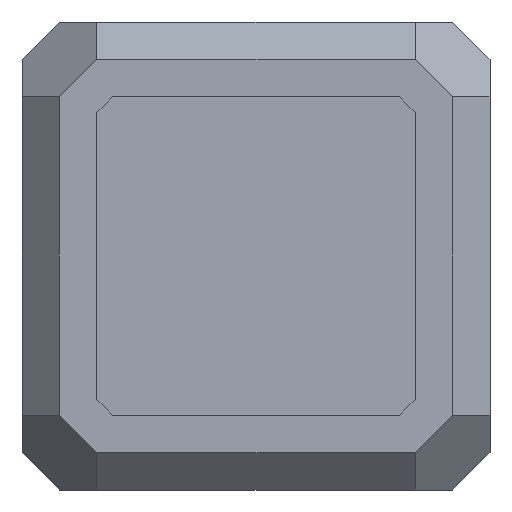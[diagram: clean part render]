
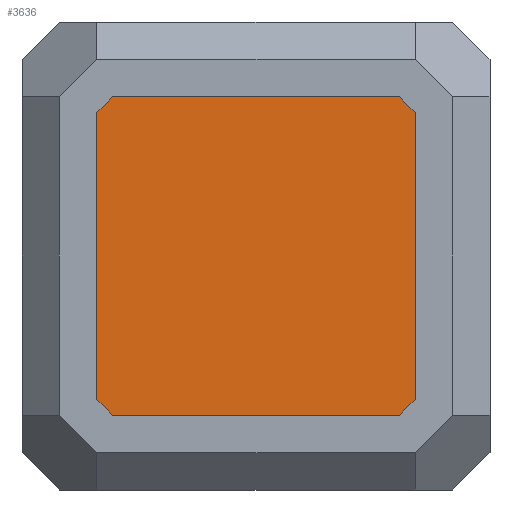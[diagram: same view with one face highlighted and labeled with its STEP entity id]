
A CAD part, left-side view. The second image highlights one B-rep face of the part: STEP entity #3636.
In plain terms, the highlighted planar face has unit normal (-1, 0, 0).
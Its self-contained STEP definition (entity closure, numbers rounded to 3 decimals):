
#240=FACE_OUTER_BOUND('',#435,.T.);
#435=EDGE_LOOP('',(#2959,#2960,#2961,#2962,#2963,#2964,#2965,#2966));
#728=LINE('',#6124,#1119);
#732=LINE('',#6131,#1123);
#735=LINE('',#6137,#1126);
#738=LINE('',#6143,#1129);
#741=LINE('',#6149,#1132);
#744=LINE('',#6155,#1135);
#747=LINE('',#6161,#1138);
#749=LINE('',#6164,#1140);
#1119=VECTOR('',#4181,10.);
#1123=VECTOR('',#4187,10.);
#1126=VECTOR('',#4192,10.);
#1129=VECTOR('',#4197,10.);
#1132=VECTOR('',#4202,10.);
#1135=VECTOR('',#4207,10.);
#1138=VECTOR('',#4212,10.);
#1140=VECTOR('',#4216,10.);
#1669=VERTEX_POINT('',#6121);
#1670=VERTEX_POINT('',#6123);
#1672=VERTEX_POINT('',#6129);
#1674=VERTEX_POINT('',#6135);
#1676=VERTEX_POINT('',#6141);
#1678=VERTEX_POINT('',#6147);
#1680=VERTEX_POINT('',#6153);
#1682=VERTEX_POINT('',#6159);
#2144=EDGE_CURVE('',#1669,#1670,#728,.T.);
#2148=EDGE_CURVE('',#1672,#1669,#732,.T.);
#2151=EDGE_CURVE('',#1674,#1672,#735,.T.);
#2154=EDGE_CURVE('',#1676,#1674,#738,.T.);
#2157=EDGE_CURVE('',#1678,#1676,#741,.T.);
#2160=EDGE_CURVE('',#1680,#1678,#744,.T.);
#2163=EDGE_CURVE('',#1682,#1680,#747,.T.);
#2165=EDGE_CURVE('',#1670,#1682,#749,.T.);
#2959=ORIENTED_EDGE('',*,*,#2165,.F.);
#2960=ORIENTED_EDGE('',*,*,#2144,.F.);
#2961=ORIENTED_EDGE('',*,*,#2148,.F.);
#2962=ORIENTED_EDGE('',*,*,#2151,.F.);
#2963=ORIENTED_EDGE('',*,*,#2154,.F.);
#2964=ORIENTED_EDGE('',*,*,#2157,.F.);
#2965=ORIENTED_EDGE('',*,*,#2160,.F.);
#2966=ORIENTED_EDGE('',*,*,#2163,.F.);
#3442=PLANE('',#3774);
#3636=ADVANCED_FACE('',(#240),#3442,.F.);
#3774=AXIS2_PLACEMENT_3D('',#6165,#4217,#4218);
#4181=DIRECTION('',(0.,1.,0.));
#4187=DIRECTION('',(0.,0.707,-0.707));
#4192=DIRECTION('',(0.,0.,-1.));
#4197=DIRECTION('',(0.,-0.707,-0.707));
#4202=DIRECTION('',(0.,-1.,0.));
#4207=DIRECTION('',(0.,-0.707,0.707));
#4212=DIRECTION('',(0.,0.,1.));
#4216=DIRECTION('',(0.,0.707,0.707));
#4217=DIRECTION('center_axis',(1.,0.,0.));
#4218=DIRECTION('ref_axis',(0.,0.,-1.));
#6121=CARTESIAN_POINT('',(-12.,-7.672,-8.5));
#6123=CARTESIAN_POINT('',(-12.,7.672,-8.5));
#6124=CARTESIAN_POINT('',(-12.,7.672,-8.5));
#6129=CARTESIAN_POINT('',(-12.,-8.5,-7.672));
#6131=CARTESIAN_POINT('',(-12.,-7.672,-8.5));
#6135=CARTESIAN_POINT('',(-12.,-8.5,7.672));
#6137=CARTESIAN_POINT('',(-12.,-8.5,-7.672));
#6141=CARTESIAN_POINT('',(-12.,-7.672,8.5));
#6143=CARTESIAN_POINT('',(-12.,-8.5,7.672));
#6147=CARTESIAN_POINT('',(-12.,7.672,8.5));
#6149=CARTESIAN_POINT('',(-12.,-7.672,8.5));
#6153=CARTESIAN_POINT('',(-12.,8.5,7.672));
#6155=CARTESIAN_POINT('',(-12.,7.672,8.5));
#6159=CARTESIAN_POINT('',(-12.,8.5,-7.672));
#6161=CARTESIAN_POINT('',(-12.,8.5,7.672));
#6164=CARTESIAN_POINT('',(-12.,8.5,-7.672));
#6165=CARTESIAN_POINT('Origin',(-12.,0.,0.));
